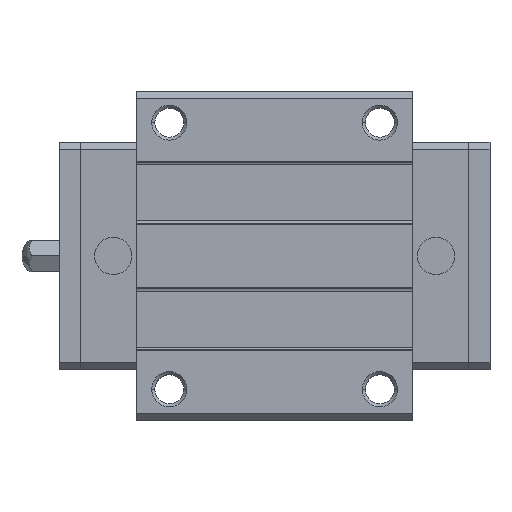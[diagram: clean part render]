
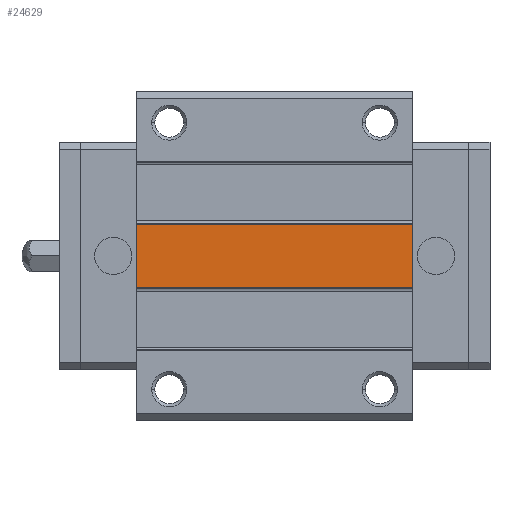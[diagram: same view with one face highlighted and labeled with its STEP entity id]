
A CAD part, top view. The second image highlights one B-rep face of the part: STEP entity #24629.
In plain terms, the highlighted planar face has unit normal (0, 0, 1).
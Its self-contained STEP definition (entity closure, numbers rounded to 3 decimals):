
#371 = PLANE ( 'NONE',  #24372 ) ;
#601 = VERTEX_POINT ( 'NONE', #6140 ) ;
#1183 = VERTEX_POINT ( 'NONE', #2407 ) ;
#1357 = CARTESIAN_POINT ( 'NONE',  ( 50.4, -4.5, 19.7 ) ) ;
#1965 = ORIENTED_EDGE ( 'NONE', *, *, #17013, .T. ) ;
#2299 = DIRECTION ( 'NONE',  ( 1., 0., 0. ) ) ;
#2407 = CARTESIAN_POINT ( 'NONE',  ( 11., -4.5, 19.7 ) ) ;
#3310 = ORIENTED_EDGE ( 'NONE', *, *, #9372, .T. ) ;
#3433 = CARTESIAN_POINT ( 'NONE',  ( 50.4, 4.5, 19.7 ) ) ;
#3855 = LINE ( 'NONE', #23349, #13123 ) ;
#4098 = CARTESIAN_POINT ( 'NONE',  ( 11., 4.5, 19.7 ) ) ;
#5291 = VERTEX_POINT ( 'NONE', #3433 ) ;
#6140 = CARTESIAN_POINT ( 'NONE',  ( 11., 4.5, 19.7 ) ) ;
#6145 = DIRECTION ( 'NONE',  ( -1., 0., 0. ) ) ;
#7710 = DIRECTION ( 'NONE',  ( 0., 1., 0. ) ) ;
#9372 = EDGE_CURVE ( 'NONE', #23745, #5291, #3855, .T. ) ;
#9994 = DIRECTION ( 'NONE',  ( 1., 0., 0. ) ) ;
#10130 = CARTESIAN_POINT ( 'NONE',  ( 11., -4.5, 19.7 ) ) ;
#11710 = EDGE_CURVE ( 'NONE', #601, #1183, #23893, .T. ) ;
#12416 = FACE_OUTER_BOUND ( 'NONE', #20416, .T. ) ;
#13123 = VECTOR ( 'NONE', #7710, 1000. ) ;
#14893 = DIRECTION ( 'NONE',  ( 0., -1., 0. ) ) ;
#15763 = VECTOR ( 'NONE', #2299, 1000. ) ;
#16239 = LINE ( 'NONE', #24077, #15763 ) ;
#17013 = EDGE_CURVE ( 'NONE', #5291, #601, #17437, .T. ) ;
#17437 = LINE ( 'NONE', #4098, #22643 ) ;
#20416 = EDGE_LOOP ( 'NONE', ( #23418, #24200, #3310, #1965 ) ) ;
#22643 = VECTOR ( 'NONE', #6145, 1000. ) ;
#23349 = CARTESIAN_POINT ( 'NONE',  ( 50.4, -0.046, 19.7 ) ) ;
#23418 = ORIENTED_EDGE ( 'NONE', *, *, #11710, .T. ) ;
#23745 = VERTEX_POINT ( 'NONE', #1357 ) ;
#23893 = LINE ( 'NONE', #24779, #24921 ) ;
#24077 = CARTESIAN_POINT ( 'NONE',  ( 11., -4.5, 19.7 ) ) ;
#24197 = DIRECTION ( 'NONE',  ( 0., 0., 1. ) ) ;
#24200 = ORIENTED_EDGE ( 'NONE', *, *, #24684, .T. ) ;
#24372 = AXIS2_PLACEMENT_3D ( 'NONE', #10130, #24197, #9994 ) ;
#24629 = ADVANCED_FACE ( 'NONE', ( #12416 ), #371, .T. ) ;
#24684 = EDGE_CURVE ( 'NONE', #1183, #23745, #16239, .T. ) ;
#24779 = CARTESIAN_POINT ( 'NONE',  ( 11., -4.5, 19.7 ) ) ;
#24921 = VECTOR ( 'NONE', #14893, 1000. ) ;
